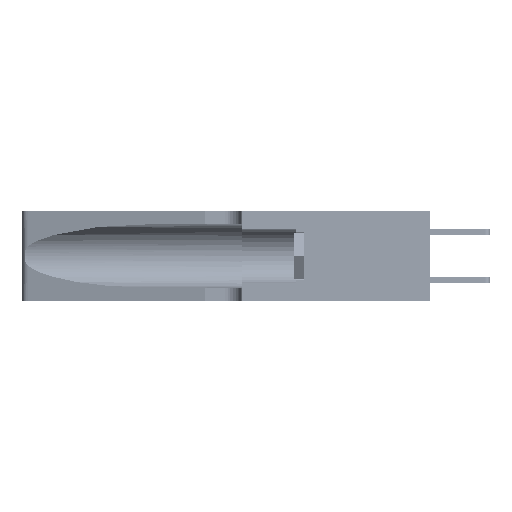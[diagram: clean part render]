
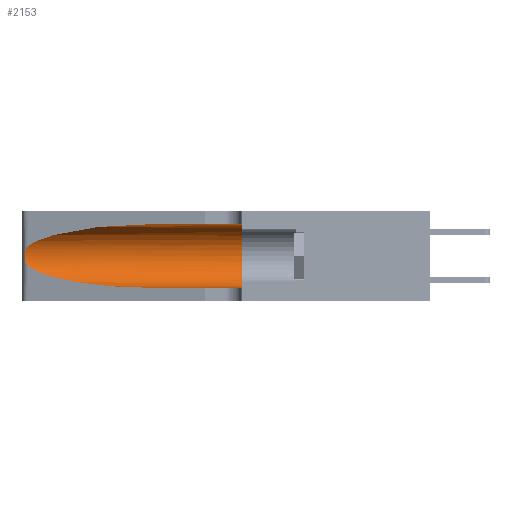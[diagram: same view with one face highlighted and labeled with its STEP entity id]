
A CAD part, left-side view. The second image highlights one B-rep face of the part: STEP entity #2153.
In plain terms, the highlighted cylindrical face has radius 3.308 mm (diameter 6.617 mm), a partial arc.
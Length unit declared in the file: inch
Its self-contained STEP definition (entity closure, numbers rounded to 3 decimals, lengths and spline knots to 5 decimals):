
#242 = CARTESIAN_POINT ( 'NONE',  ( 0.25487, 1.22718, 0.14631 ) ) ;
#1348 = VECTOR ( 'NONE', #35693, 39.37008 ) ;
#1662 = DIRECTION ( 'NONE',  ( 0., 0., -1. ) ) ;
#1706 = CARTESIAN_POINT ( 'NONE',  ( 0.25487, 1.22718, 0.22369 ) ) ;
#2153 = ADVANCED_FACE ( 'NONE', ( #20659 ), #44856, .F. ) ;
#2593 = CARTESIAN_POINT ( 'NONE',  ( 0.1305, 0.35, 0.05475 ) ) ;
#5360 = AXIS2_PLACEMENT_3D ( 'NONE', #40259, #35689, #36041 ) ;
#5735 = LINE ( 'NONE', #13140, #10951 ) ;
#6243 = EDGE_CURVE ( 'NONE', #47219, #30891, #10257, .T. ) ;
#8253 = CARTESIAN_POINT ( 'NONE',  ( 0.25639, 1.23186, 0.15144 ) ) ;
#8601 = CARTESIAN_POINT ( 'NONE',  ( 0.25789, 1.23486, 0.15765 ) ) ;
#9027 = ORIENTED_EDGE ( 'NONE', *, *, #12534, .F. ) ;
#9292 = EDGE_CURVE ( 'NONE', #42234, #28939, #19847, .T. ) ;
#9658 = CARTESIAN_POINT ( 'NONE',  ( 0.1305, 1.61858, 0.185 ) ) ;
#10257 =( BOUNDED_CURVE ( )  B_SPLINE_CURVE ( 3, ( #46942, #39243, #22610, #14390 ),
 .UNSPECIFIED., .F., .T. ) 
 B_SPLINE_CURVE_WITH_KNOTS ( ( 4, 4 ),
 ( 1.5708, 2.84003 ),
 .UNSPECIFIED. ) 
 CURVE ( )  GEOMETRIC_REPRESENTATION_ITEM ( )  RATIONAL_B_SPLINE_CURVE ( ( 1., 0.87, 0.87, 1. ) ) 
 REPRESENTATION_ITEM ( '' )  );
#10937 = CARTESIAN_POINT ( 'NONE',  ( 0.1305, 0.72297, 0.05475 ) ) ;
#10951 = VECTOR ( 'NONE', #30120, 39.37008 ) ;
#11212 = EDGE_CURVE ( 'NONE', #26504, #28939, #43821, .T. ) ;
#12045 = VERTEX_POINT ( 'NONE', #26730 ) ;
#12265 = CARTESIAN_POINT ( 'NONE',  ( 0.25639, 1.23184, 0.21858 ) ) ;
#12534 = EDGE_CURVE ( 'NONE', #47219, #42234, #5735, .T. ) ;
#12622 = CARTESIAN_POINT ( 'NONE',  ( 0.26075, 1.23896, 0.178 ) ) ;
#13140 = CARTESIAN_POINT ( 'NONE',  ( 0.1305, 1.61858, 0.31525 ) ) ;
#13411 = CARTESIAN_POINT ( 'NONE',  ( 0.1305, 0.35, 0.31525 ) ) ;
#13509 = CARTESIAN_POINT ( 'NONE',  ( 0.1305, 0.72297, 0.05475 ) ) ;
#14233 = ORIENTED_EDGE ( 'NONE', *, *, #11212, .T. ) ;
#14390 = CARTESIAN_POINT ( 'NONE',  ( 0.25487, 1.22718, 0.22369 ) ) ;
#16664 = CARTESIAN_POINT ( 'NONE',  ( 0.25555, 1.22994, 0.2215 ) ) ;
#17203 = CARTESIAN_POINT ( 'NONE',  ( 0.25854, 1.2359, 0.20912 ) ) ;
#17388 = ORIENTED_EDGE ( 'NONE', *, *, #9292, .F. ) ;
#18132 = ORIENTED_EDGE ( 'NONE', *, *, #6243, .T. ) ;
#19847 = CIRCLE ( 'NONE', #5360, 0.13025 ) ;
#20651 = CARTESIAN_POINT ( 'NONE',  ( 0.26017, 1.23833, 0.17102 ) ) ;
#20659 = FACE_OUTER_BOUND ( 'NONE', #53688, .T. ) ;
#21193 = CARTESIAN_POINT ( 'NONE',  ( 0.25787, 1.23484, 0.2124 ) ) ;
#21768 = ORIENTED_EDGE ( 'NONE', *, *, #24022, .T. ) ;
#22610 = CARTESIAN_POINT ( 'NONE',  ( 0.2373, 1.15595, 0.28018 ) ) ;
#22821 = CARTESIAN_POINT ( 'NONE',  ( 0.25487, 1.22718, 0.14631 ) ) ;
#23182 = CARTESIAN_POINT ( 'NONE',  ( 0.2373, 1.15595, 0.08982 ) ) ;
#24022 = EDGE_CURVE ( 'NONE', #12045, #26504, #40319, .T. ) ;
#24680 = CARTESIAN_POINT ( 'NONE',  ( 0.1305, 0.72297, 0.31525 ) ) ;
#24864 = CARTESIAN_POINT ( 'NONE',  ( 0.25555, 1.22993, 0.14849 ) ) ;
#26504 = VERTEX_POINT ( 'NONE', #13509 ) ;
#26730 = CARTESIAN_POINT ( 'NONE',  ( 0.25487, 1.22718, 0.14631 ) ) ;
#28939 = VERTEX_POINT ( 'NONE', #2593 ) ;
#30120 = DIRECTION ( 'NONE',  ( 0., -1., 0. ) ) ;
#30489 = ORIENTED_EDGE ( 'NONE', *, *, #53402, .T. ) ;
#30891 = VERTEX_POINT ( 'NONE', #1706 ) ;
#33635 = CARTESIAN_POINT ( 'NONE',  ( 0.25487, 1.22718, 0.22369 ) ) ;
#35689 = DIRECTION ( 'NONE',  ( 0., 1., 0. ) ) ;
#35693 = DIRECTION ( 'NONE',  ( 0., -1., 0. ) ) ;
#36041 = DIRECTION ( 'NONE',  ( 0., 0., 1. ) ) ;
#37462 = CARTESIAN_POINT ( 'NONE',  ( 0.25856, 1.23593, 0.16098 ) ) ;
#39243 = CARTESIAN_POINT ( 'NONE',  ( 0.18966, 0.96281, 0.31525 ) ) ;
#40259 = CARTESIAN_POINT ( 'NONE',  ( 0.1305, 0.35, 0.185 ) ) ;
#40319 =( BOUNDED_CURVE ( )  B_SPLINE_CURVE ( 3, ( #22821, #23182, #48242, #10937 ),
 .UNSPECIFIED., .F., .T. ) 
 B_SPLINE_CURVE_WITH_KNOTS ( ( 4, 4 ),
 ( 3.44316, 4.71239 ),
 .UNSPECIFIED. ) 
 CURVE ( )  GEOMETRIC_REPRESENTATION_ITEM ( )  RATIONAL_B_SPLINE_CURVE ( ( 1., 0.87, 0.87, 1. ) ) 
 REPRESENTATION_ITEM ( '' )  );
#42030 = CARTESIAN_POINT ( 'NONE',  ( 0.26075, 1.23896, 0.19203 ) ) ;
#42234 = VERTEX_POINT ( 'NONE', #13411 ) ;
#43821 = LINE ( 'NONE', #47962, #1348 ) ;
#44856 = CYLINDRICAL_SURFACE ( 'NONE', #52019, 0.13025 ) ;
#45234 = B_SPLINE_CURVE_WITH_KNOTS ( 'NONE', 3,
 ( #33635, #16664, #12265, #21193, #17203, #50104, #42030, #12622, #20651, #37462, #8601, #8253, #24864, #242 ),
 .UNSPECIFIED., .F., .F.,
 ( 4, 2, 2, 2, 2, 2, 4 ),
 ( 0., 0.00027, 0.00053, 0.00107, 0.0016, 0.00187, 0.00214 ),
 .UNSPECIFIED. ) ;
#46942 = CARTESIAN_POINT ( 'NONE',  ( 0.1305, 0.72297, 0.31525 ) ) ;
#47219 = VERTEX_POINT ( 'NONE', #24680 ) ;
#47316 = DIRECTION ( 'NONE',  ( 0., -1., 0. ) ) ;
#47962 = CARTESIAN_POINT ( 'NONE',  ( 0.1305, 1.61858, 0.05475 ) ) ;
#48242 = CARTESIAN_POINT ( 'NONE',  ( 0.18966, 0.96281, 0.05475 ) ) ;
#50104 = CARTESIAN_POINT ( 'NONE',  ( 0.26018, 1.23835, 0.19895 ) ) ;
#52019 = AXIS2_PLACEMENT_3D ( 'NONE', #9658, #47316, #1662 ) ;
#53402 = EDGE_CURVE ( 'NONE', #30891, #12045, #45234, .T. ) ;
#53688 = EDGE_LOOP ( 'NONE', ( #18132, #30489, #21768, #14233, #17388, #9027 ) ) ;
